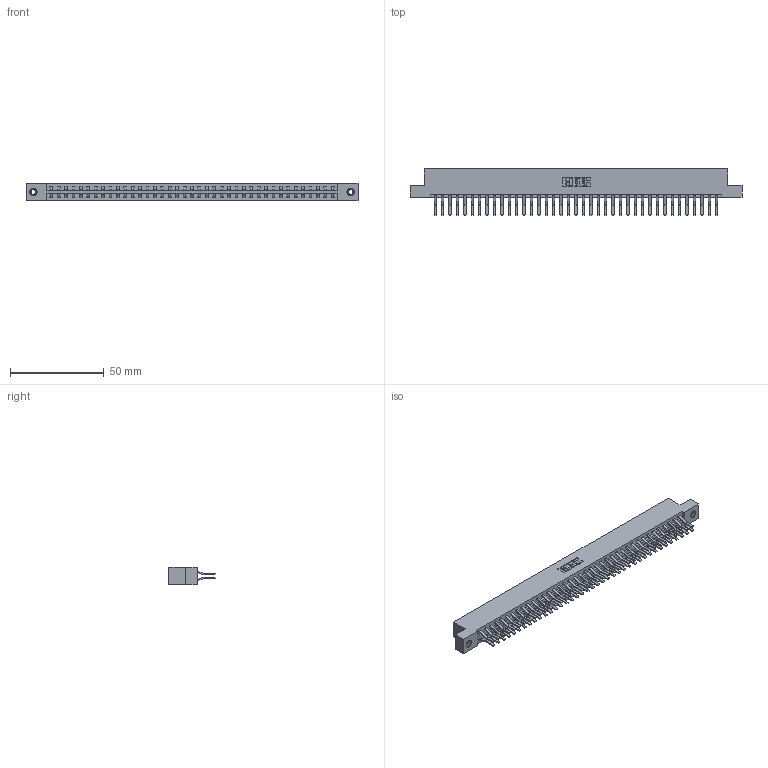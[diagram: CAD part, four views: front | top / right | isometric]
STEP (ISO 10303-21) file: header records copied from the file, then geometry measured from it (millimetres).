
FILE_DESCRIPTION (( 'STEP AP203' ), '1' );
FILE_NAME ('387-078-560-207.STEP', '2018-09-23T17:52:38', ( '' ), ( '' ), 'SwSTEP 2.0', 'SolidWorks 2016', '' );
FILE_SCHEMA (( 'CONFIG_CONTROL_DESIGN' ));
Length unit declared in the file: inch
Products named in the file (4): 337 Part_Flush Mounting Lugs - 0.156 Dia-TI; 345-292-001_560 Tail; 345-250-001_345-250-005-103; 387-078-560-207
Assembly tree (81 placements, depth 2):
  387-078-560-207
    337 Part_Flush Mounting Lugs - 0.156 Dia-TI
    345-292-001_560 Tail  x78
    345-250-001_345-250-005-103  x2
Bounding box: 177.55 x 24.78 x 9.4 mm (x, y, z)
Volume: 19169 mm3; surface area: 23157.1 mm2
Topology: 81 solids, 81 shells, 4542 faces, 13473 edges, 8870 vertices
Faces by surface type: plane 3066, cylinder 1460, cone 12, torus 4
Entity records: 31900 total; most frequent: CARTESIAN_POINT 5357, ORIENTED_EDGE 5286, DIRECTION 4597, EDGE_CURVE 2643, LINE 2491, VECTOR 2491, VERTEX_POINT 1756, AXIS2_PLACEMENT_3D 1053
